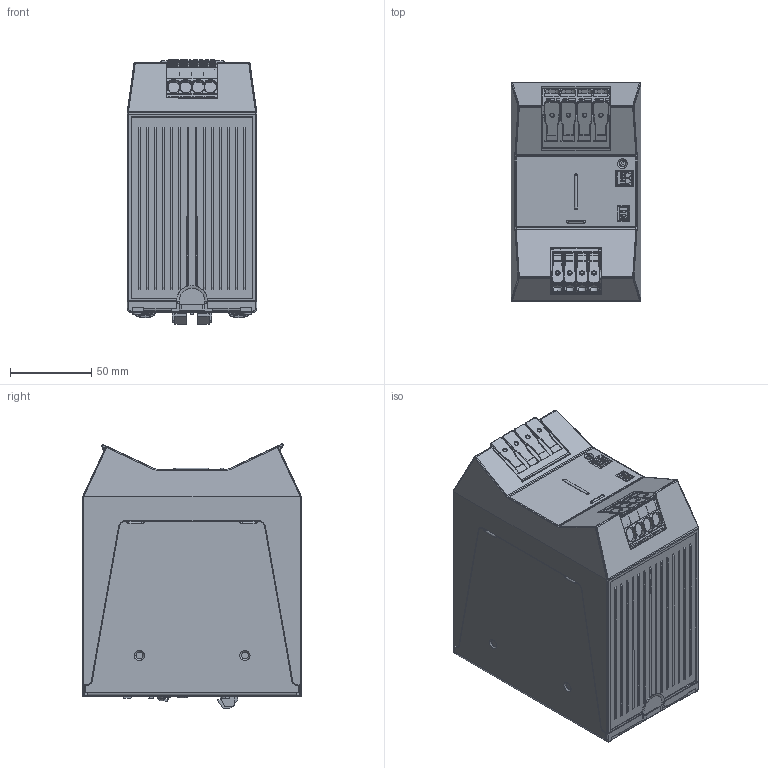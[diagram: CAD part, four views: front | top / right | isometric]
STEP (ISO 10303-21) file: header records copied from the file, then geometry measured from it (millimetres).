
FILE_DESCRIPTION (( 'STEP AP214' ), '1' );
FILE_NAME ('RACPRO1-T960_48.STEP', '2025-05-29T19:37:09', ( '' ), ( '' ), 'SwSTEP 2.0', 'SolidWorks 2024', '' );
FILE_SCHEMA (( 'AUTOMOTIVE_DESIGN' ));
Products named in the file (1): RACPRO1-T960_48
Bounding box: 80 x 135 x 163.03 mm (x, y, z)
Volume: 1517983 mm3; surface area: 120424.5 mm2
Topology: 1 solids, 42 shells, 4784 faces, 12480 edges, 7811 vertices
Faces by surface type: plane 2279, cylinder 1514, torus 513, cone 205, bspline 205, sphere 68
Full cylindrical faces by diameter (mm): 5.341 x1
Entity records: 157724 total; most frequent: CARTESIAN_POINT 43728, ORIENTED_EDGE 24756, DIRECTION 23017, EDGE_CURVE 12378, AXIS2_PLACEMENT_3D 7916, VERTEX_POINT 7778, LINE 7185, VECTOR 7185
